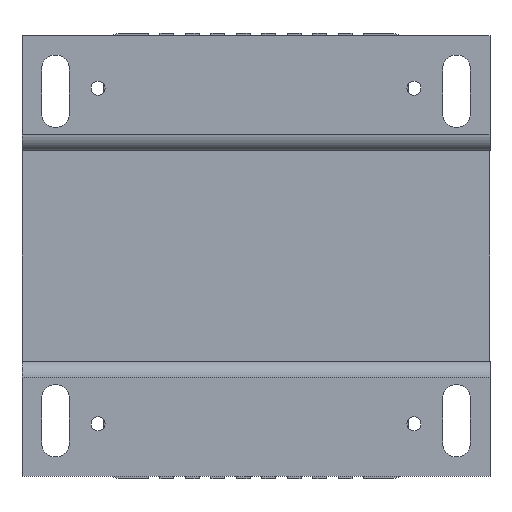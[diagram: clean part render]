
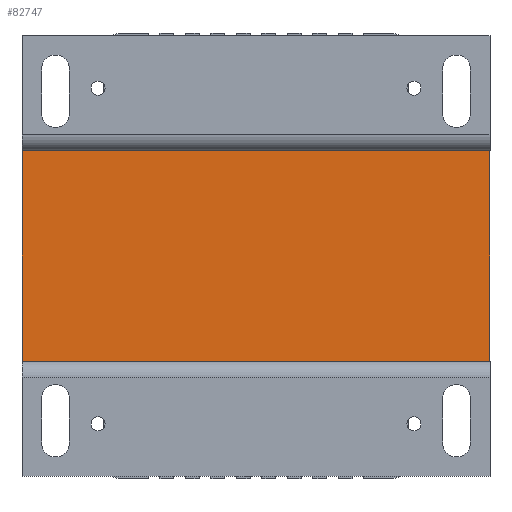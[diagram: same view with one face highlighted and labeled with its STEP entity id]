
A CAD part, front view. The second image highlights one B-rep face of the part: STEP entity #82747.
In plain terms, the highlighted planar face has unit normal (0, -1, 0).
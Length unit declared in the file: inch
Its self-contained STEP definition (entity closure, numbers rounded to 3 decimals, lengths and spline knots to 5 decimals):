
#3743 = EDGE_CURVE ( 'NONE', #121739, #29020, #98586, .T. ) ;
#8284 = CARTESIAN_POINT ( 'NONE',  ( -2.62205, -2.18504, -1.1811 ) ) ;
#12255 = CARTESIAN_POINT ( 'NONE',  ( -2.62205, -2.18504, 1.1811 ) ) ;
#22148 = AXIS2_PLACEMENT_3D ( 'NONE', #12255, #126206, #115424 ) ;
#27660 = FACE_OUTER_BOUND ( 'NONE', #126794, .T. ) ;
#28217 = ORIENTED_EDGE ( 'NONE', *, *, #3743, .F. ) ;
#29020 = VERTEX_POINT ( 'NONE', #64958 ) ;
#31681 = CARTESIAN_POINT ( 'NONE',  ( -2.62205, -2.18504, 1.1811 ) ) ;
#40799 = VECTOR ( 'NONE', #61425, 39.37008 ) ;
#41317 = LINE ( 'NONE', #105231, #131232 ) ;
#43338 = DIRECTION ( 'NONE',  ( 0., 0., 1. ) ) ;
#54443 = PLANE ( 'NONE',  #22148 ) ;
#61425 = DIRECTION ( 'NONE',  ( 0., 0., 1. ) ) ;
#64958 = CARTESIAN_POINT ( 'NONE',  ( -2.62205, -2.18504, 1.1811 ) ) ;
#66931 = LINE ( 'NONE', #31681, #119756 ) ;
#72494 = EDGE_CURVE ( 'NONE', #29020, #130959, #66931, .T. ) ;
#78954 = CARTESIAN_POINT ( 'NONE',  ( -2.62205, -2.18504, -1.1811 ) ) ;
#82747 = ADVANCED_FACE ( 'NONE', ( #27660 ), #54443, .F. ) ;
#84017 = CARTESIAN_POINT ( 'NONE',  ( 2.62205, -2.18504, 1.1811 ) ) ;
#84186 = EDGE_CURVE ( 'NONE', #96407, #121739, #102872, .T. ) ;
#96407 = VERTEX_POINT ( 'NONE', #120692 ) ;
#98586 = LINE ( 'NONE', #122844, #40799 ) ;
#102872 = LINE ( 'NONE', #8284, #120513 ) ;
#105231 = CARTESIAN_POINT ( 'NONE',  ( 2.62205, -2.18504, 1.1811 ) ) ;
#109448 = ORIENTED_EDGE ( 'NONE', *, *, #118297, .T. ) ;
#113366 = DIRECTION ( 'NONE',  ( 1., 0., 0. ) ) ;
#115424 = DIRECTION ( 'NONE',  ( 0., 0., 1. ) ) ;
#118297 = EDGE_CURVE ( 'NONE', #96407, #130959, #41317, .T. ) ;
#118610 = ORIENTED_EDGE ( 'NONE', *, *, #72494, .F. ) ;
#119756 = VECTOR ( 'NONE', #113366, 39.37008 ) ;
#120513 = VECTOR ( 'NONE', #129943, 39.37008 ) ;
#120692 = CARTESIAN_POINT ( 'NONE',  ( 2.62205, -2.18504, -1.1811 ) ) ;
#121739 = VERTEX_POINT ( 'NONE', #78954 ) ;
#122004 = ORIENTED_EDGE ( 'NONE', *, *, #84186, .F. ) ;
#122844 = CARTESIAN_POINT ( 'NONE',  ( -2.62205, -2.18504, 1.1811 ) ) ;
#126206 = DIRECTION ( 'NONE',  ( 0., 1., 0. ) ) ;
#126794 = EDGE_LOOP ( 'NONE', ( #109448, #118610, #28217, #122004 ) ) ;
#129943 = DIRECTION ( 'NONE',  ( -1., 0., 0. ) ) ;
#130959 = VERTEX_POINT ( 'NONE', #84017 ) ;
#131232 = VECTOR ( 'NONE', #43338, 39.37008 ) ;
